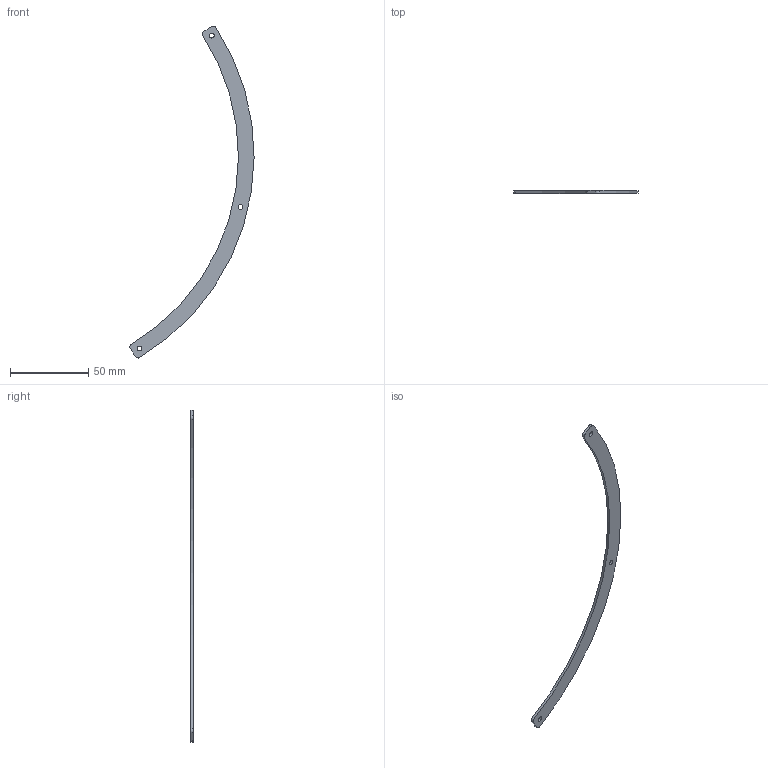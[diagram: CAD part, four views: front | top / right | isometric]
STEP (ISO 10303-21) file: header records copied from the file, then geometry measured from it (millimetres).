
FILE_DESCRIPTION (( 'STEP AP214' ), '1' );
FILE_NAME ('Blade_Guard_Plate2.STEP', '2014-11-03T06:48:24', ( 'Nathan Curry' ), ( 'Hewlett-Packard' ), 'SwSTEP 2.0', 'SolidWorks 2014', '' );
FILE_SCHEMA (( 'AUTOMOTIVE_DESIGN' ));
Length unit declared in the file: millimetre
Products named in the file (1): Blade_Guard_Plate2
Bounding box: 79.3 x 1.75 x 212.03 mm (x, y, z)
Volume: 4115.3 mm3; surface area: 5615.5 mm2
Topology: 1 solids, 1 shells, 17 faces, 45 edges, 30 vertices
Faces by surface type: cylinder 13, plane 4
Entity records: 591 total; most frequent: DIRECTION 107, CARTESIAN_POINT 93, ORIENTED_EDGE 90, EDGE_CURVE 45, AXIS2_PLACEMENT_3D 44, VERTEX_POINT 30, CIRCLE 26, EDGE_LOOP 23
